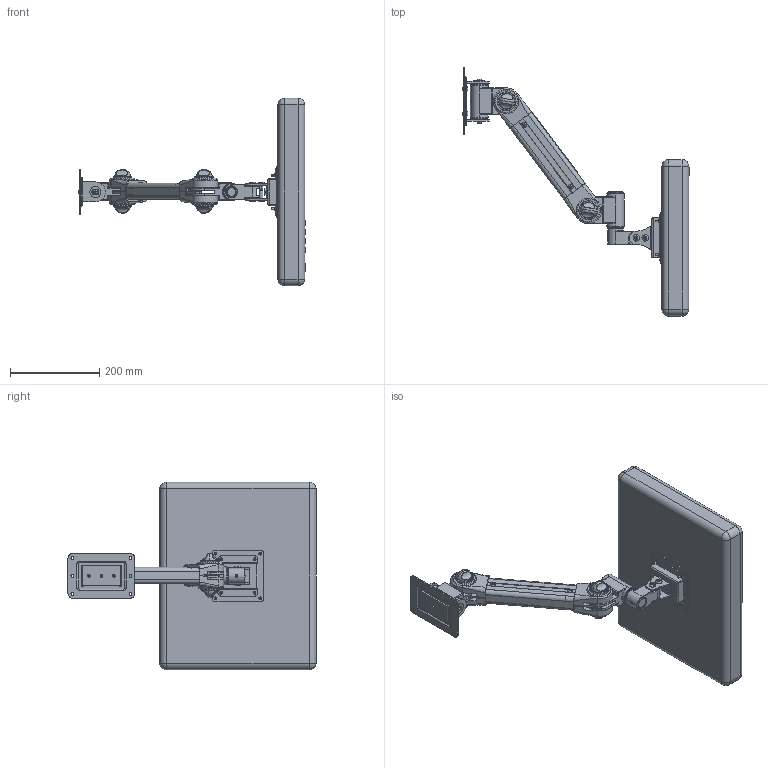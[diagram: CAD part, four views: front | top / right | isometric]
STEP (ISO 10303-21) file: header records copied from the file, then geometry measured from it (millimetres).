
FILE_DESCRIPTION (( 'STEP AP214' ), '1' );
FILE_NAME ('60212-50WGV.STEP', '2015-09-22T01:53:52', ( 'User' ), ( '' ), 'SwSTEP 2.0', 'SolidWorks 2012', '' );
FILE_SCHEMA (( 'AUTOMOTIVE_DESIGN' ));
Length unit declared in the file: millimetre
Products named in the file (38): LCD panelVESA; P21-15-06; M4 x 0.7 nut P24-21-04; P21-02-01; P21-01a; P21-00-01; M4 -10-P21-00-11; Nut 3-8-16; P21-00-09; P21-00-02N; P21-00-05; P21-00-15M; P21-00-15F; P21-00-03; P21-00-07; P21-01-28; LCD Panel; 22-02; P22-00-18; P22-09-03N; Name plate; P22-00-20; P22-00-09S; P22-00-09N; P22-04-03; P22-04-02R; P22-04-02L; P22-00-19; P22-00-12; P22-00-08; P22-04-10; 25-12; D25d6.3t1.0; P25-12-20; M6-8; P25-12-19; P25-12-18; 60212-50WGV
Assembly tree (64 placements, depth 4):
  60212-50WGV
    25-12
      P25-12-18
      P25-12-19
      M6-8  x4
      P25-12-20
      D25d6.3t1.0  x2
    22-02
      P22-04-10  x2
      P22-00-08  x4
      P22-00-12
      P22-00-19
      P22-04-02L  x2
      P22-04-02R  x2
      P22-04-03
      P22-00-09N  x2
      P22-00-09S  x2
      P22-00-20
      Name plate
      P22-09-03N  x2
      P22-00-18
    LCD panelVESA
      LCD Panel
      P21-01a
        P21-01-28
        P21-00-07  x2
        P21-00-03
        P21-00-15F  x2
        P21-00-15M  x2
        P21-00-05
        Name plate
        P21-00-02N
        P21-00-09
        Nut 3-8-16
        M4 -10-P21-00-11
        P21-00-01
      P21-02-01
      M4 x 0.7 nut P24-21-04  x4
      P21-15-06  x4
      M4 -10-P21-00-11  x4
Bounding box: 507.08 x 555.74 x 420 mm (x, y, z)
Volume: 9064811.3 mm3; surface area: 860558.3 mm2
Topology: 60 solids, 60 shells, 1989 faces, 4879 edges, 3039 vertices
Faces by surface type: plane 760, cylinder 724, cone 230, torus 215, sphere 30, bspline 30
Entity records: 47381 total; most frequent: CARTESIAN_POINT 9113, DIRECTION 6536, ORIENTED_EDGE 5906, EDGE_CURVE 2953, AXIS2_PLACEMENT_3D 2533, VERTEX_POINT 1868, LINE 1470, VECTOR 1470
